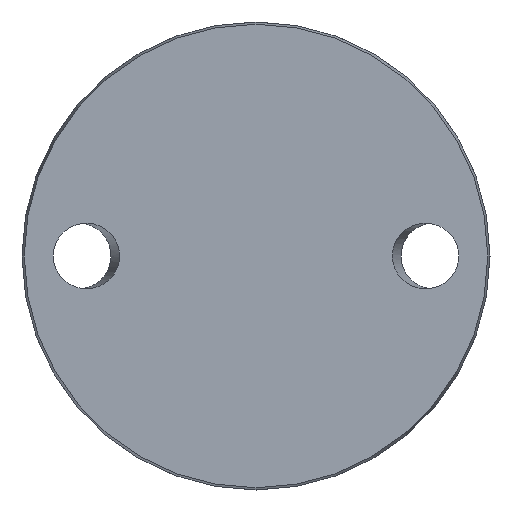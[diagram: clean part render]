
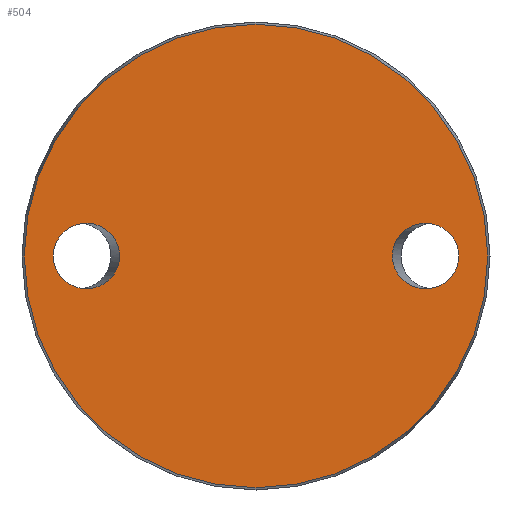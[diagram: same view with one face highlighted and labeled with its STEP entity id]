
A CAD part, front view. The second image highlights one B-rep face of the part: STEP entity #504.
In plain terms, the highlighted planar face has unit normal (0, -1, 0).
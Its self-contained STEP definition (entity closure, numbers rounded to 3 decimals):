
#43 = CARTESIAN_POINT ( 'NONE',  ( 0., 0., 0. ) ) ;
#50 = EDGE_CURVE ( 'NONE', #430, #430, #580, .T. ) ;
#63 = DIRECTION ( 'NONE',  ( 0., 0., 1. ) ) ;
#72 = CARTESIAN_POINT ( 'NONE',  ( -51.115, 0., 0. ) ) ;
#78 = CARTESIAN_POINT ( 'NONE',  ( -34.385, 0., 0. ) ) ;
#119 = CARTESIAN_POINT ( 'NONE',  ( -51.115, 0., 0. ) ) ;
#122 = FACE_BOUND ( 'NONE', #466, .T. ) ;
#125 = CARTESIAN_POINT ( 'NONE',  ( -51.115, 0., 16.5 ) ) ;
#127 = CARTESIAN_POINT ( 'NONE',  ( 0., 0., -58.425 ) ) ;
#133 = CARTESIAN_POINT ( 'NONE',  ( -51.115, 0., 0. ) ) ;
#177 = DIRECTION ( 'NONE',  ( 0., 1., 0. ) ) ;
#198 = ORIENTED_EDGE ( 'NONE', *, *, #50, .T. ) ;
#229 = AXIS2_PLACEMENT_3D ( 'NONE', #43, #645, #636 ) ;
#234 = CARTESIAN_POINT ( 'NONE',  ( -34.385, 0., -16.5 ) ) ;
#236 = CARTESIAN_POINT ( 'NONE',  ( 51.115, 0., 0. ) ) ;
#250 = VERTEX_POINT ( 'NONE', #736 ) ;
#293 = CARTESIAN_POINT ( 'NONE',  ( 51.115, 0., -16.5 ) ) ;
#314 = EDGE_LOOP ( 'NONE', ( #572 ) ) ;
#317 =( BOUNDED_CURVE ( )  B_SPLINE_CURVE ( 3, ( #133, #125, #620, #78, #234, #661, #119 ),
 .UNSPECIFIED., .T., .T. ) 
 B_SPLINE_CURVE_WITH_KNOTS ( ( 4, 3, 4 ),
 ( 0., 3.142, 6.283 ),
 .UNSPECIFIED. ) 
 CURVE ( )  GEOMETRIC_REPRESENTATION_ITEM ( )  RATIONAL_B_SPLINE_CURVE ( ( 1., 0.333, 0.333, 1., 0.333, 0.333, 1. ) ) 
 REPRESENTATION_ITEM ( '' )  );
#367 = CARTESIAN_POINT ( 'NONE',  ( 51.115, 0., 0. ) ) ;
#404 =( BOUNDED_CURVE ( )  B_SPLINE_CURVE ( 3, ( #367, #293, #433, #535, #610, #676, #236 ),
 .UNSPECIFIED., .T., .T. ) 
 B_SPLINE_CURVE_WITH_KNOTS ( ( 4, 3, 4 ),
 ( 0., 3.142, 6.283 ),
 .UNSPECIFIED. ) 
 CURVE ( )  GEOMETRIC_REPRESENTATION_ITEM ( )  RATIONAL_B_SPLINE_CURVE ( ( 1., 0.333, 0.333, 1., 0.333, 0.333, 1. ) ) 
 REPRESENTATION_ITEM ( '' )  );
#422 = CARTESIAN_POINT ( 'NONE',  ( -58.425, 0., 0. ) ) ;
#425 = EDGE_LOOP ( 'NONE', ( #198 ) ) ;
#430 = VERTEX_POINT ( 'NONE', #127 ) ;
#433 = CARTESIAN_POINT ( 'NONE',  ( 34.385, 0., -16.5 ) ) ;
#466 = EDGE_LOOP ( 'NONE', ( #599 ) ) ;
#504 = ADVANCED_FACE ( 'NONE', ( #741, #122, #738 ), #790, .F. ) ;
#535 = CARTESIAN_POINT ( 'NONE',  ( 34.385, 0., 0. ) ) ;
#552 = VERTEX_POINT ( 'NONE', #72 ) ;
#562 = EDGE_CURVE ( 'NONE', #552, #552, #317, .T. ) ;
#572 = ORIENTED_EDGE ( 'NONE', *, *, #562, .T. ) ;
#580 = CIRCLE ( 'NONE', #229, 58.425 ) ;
#599 = ORIENTED_EDGE ( 'NONE', *, *, #767, .T. ) ;
#610 = CARTESIAN_POINT ( 'NONE',  ( 34.385, 0., 16.5 ) ) ;
#620 = CARTESIAN_POINT ( 'NONE',  ( -34.385, 0., 16.5 ) ) ;
#636 = DIRECTION ( 'NONE',  ( 0., 0., -1. ) ) ;
#645 = DIRECTION ( 'NONE',  ( 0., -1., 0. ) ) ;
#661 = CARTESIAN_POINT ( 'NONE',  ( -51.115, 0., -16.5 ) ) ;
#676 = CARTESIAN_POINT ( 'NONE',  ( 51.115, 0., 16.5 ) ) ;
#736 = CARTESIAN_POINT ( 'NONE',  ( 51.115, 0., 0. ) ) ;
#738 = FACE_OUTER_BOUND ( 'NONE', #425, .T. ) ;
#741 = FACE_BOUND ( 'NONE', #314, .T. ) ;
#767 = EDGE_CURVE ( 'NONE', #250, #250, #404, .T. ) ;
#785 = AXIS2_PLACEMENT_3D ( 'NONE', #422, #177, #63 ) ;
#790 = PLANE ( 'NONE',  #785 ) ;
